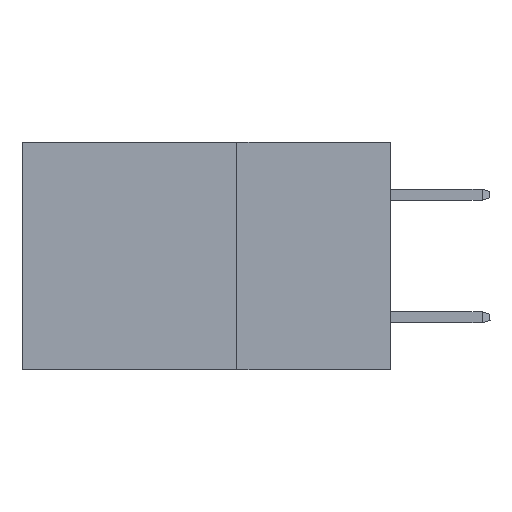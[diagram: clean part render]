
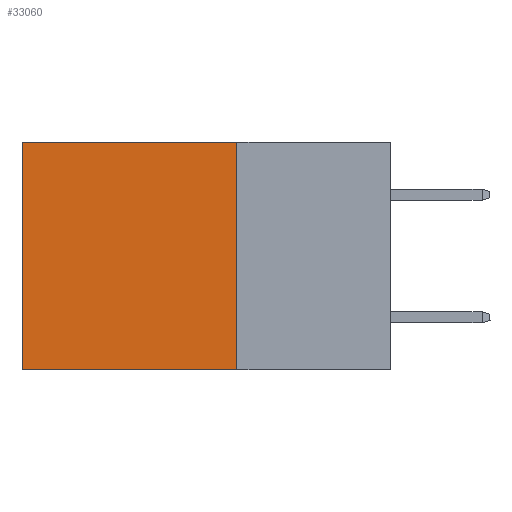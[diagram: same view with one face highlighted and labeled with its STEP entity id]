
A CAD part, left-side view. The second image highlights one B-rep face of the part: STEP entity #33060.
In plain terms, the highlighted planar face has unit normal (-1, 0, 0).
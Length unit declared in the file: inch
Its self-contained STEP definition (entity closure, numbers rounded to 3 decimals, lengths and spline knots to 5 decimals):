
#167 = EDGE_CURVE ( 'NONE', #4957, #30254, #24954, .T. ) ;
#787 = EDGE_CURVE ( 'NONE', #24443, #4957, #35813, .T. ) ;
#1300 = DIRECTION ( 'NONE',  ( 0., 1., 0. ) ) ;
#1434 = EDGE_CURVE ( 'NONE', #19725, #30254, #19656, .T. ) ;
#2193 = VECTOR ( 'NONE', #15467, 39.37008 ) ;
#2406 = DIRECTION ( 'NONE',  ( 1., 0., 0. ) ) ;
#2885 = VECTOR ( 'NONE', #1300, 39.37008 ) ;
#3683 = ORIENTED_EDGE ( 'NONE', *, *, #787, .F. ) ;
#4578 = EDGE_LOOP ( 'NONE', ( #13040, #30324, #3683, #25061 ) ) ;
#4957 = VERTEX_POINT ( 'NONE', #37842 ) ;
#5828 = CARTESIAN_POINT ( 'NONE',  ( 0.2875, 0.25, 0. ) ) ;
#7925 = CARTESIAN_POINT ( 'NONE',  ( 0.2875, 0.6, 0. ) ) ;
#8746 = PLANE ( 'NONE',  #20835 ) ;
#9174 = DIRECTION ( 'NONE',  ( 0., 0., -1. ) ) ;
#13040 = ORIENTED_EDGE ( 'NONE', *, *, #1434, .T. ) ;
#15467 = DIRECTION ( 'NONE',  ( 0., 0., -1. ) ) ;
#18091 = EDGE_CURVE ( 'NONE', #24443, #19725, #26758, .T. ) ;
#18413 = CARTESIAN_POINT ( 'NONE',  ( 0.2875, 0.6, 0. ) ) ;
#18606 = CARTESIAN_POINT ( 'NONE',  ( 0.2875, 0.25, 0. ) ) ;
#19035 = FACE_OUTER_BOUND ( 'NONE', #4578, .T. ) ;
#19327 = DIRECTION ( 'NONE',  ( 0., 1., 0. ) ) ;
#19399 = VECTOR ( 'NONE', #35848, 39.37008 ) ;
#19656 = LINE ( 'NONE', #18413, #19399 ) ;
#19725 = VERTEX_POINT ( 'NONE', #7925 ) ;
#20835 = AXIS2_PLACEMENT_3D ( 'NONE', #18606, #2406, #9174 ) ;
#20856 = VECTOR ( 'NONE', #19327, 39.37008 ) ;
#22127 = CARTESIAN_POINT ( 'NONE',  ( 0.2875, 0.6, -0.37 ) ) ;
#24443 = VERTEX_POINT ( 'NONE', #34918 ) ;
#24954 = LINE ( 'NONE', #38276, #2885 ) ;
#25061 = ORIENTED_EDGE ( 'NONE', *, *, #18091, .T. ) ;
#26758 = LINE ( 'NONE', #36816, #20856 ) ;
#30254 = VERTEX_POINT ( 'NONE', #22127 ) ;
#30324 = ORIENTED_EDGE ( 'NONE', *, *, #167, .F. ) ;
#33060 = ADVANCED_FACE ( 'NONE', ( #19035 ), #8746, .F. ) ;
#34918 = CARTESIAN_POINT ( 'NONE',  ( 0.2875, 0.25, 0. ) ) ;
#35813 = LINE ( 'NONE', #5828, #2193 ) ;
#35848 = DIRECTION ( 'NONE',  ( 0., 0., -1. ) ) ;
#36816 = CARTESIAN_POINT ( 'NONE',  ( 0.2875, 0.25, 0. ) ) ;
#37842 = CARTESIAN_POINT ( 'NONE',  ( 0.2875, 0.25, -0.37 ) ) ;
#38276 = CARTESIAN_POINT ( 'NONE',  ( 0.2875, 0.25, -0.37 ) ) ;
